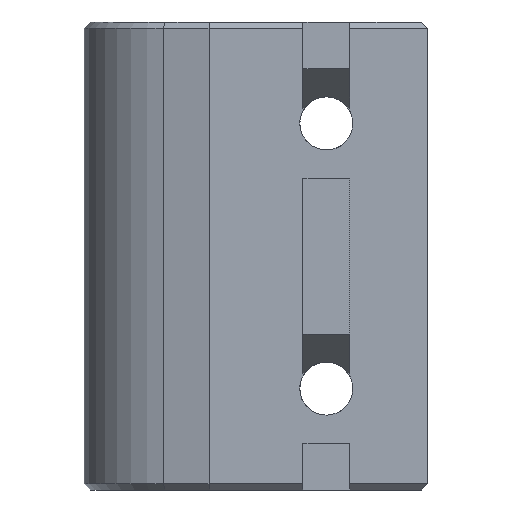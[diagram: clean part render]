
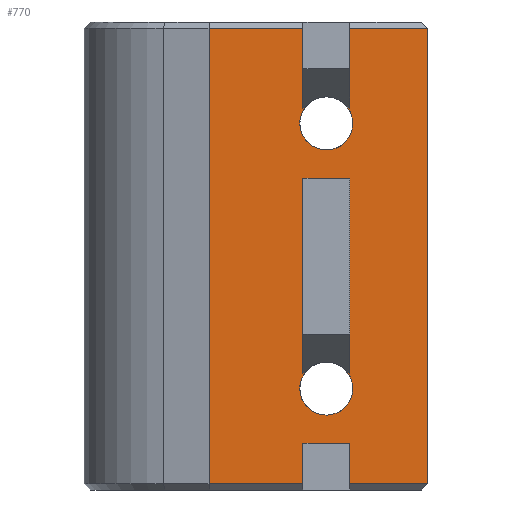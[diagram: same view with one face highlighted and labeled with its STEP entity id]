
A CAD part, left-side view. The second image highlights one B-rep face of the part: STEP entity #770.
In plain terms, the highlighted planar face has unit normal (-1, 0, 0).
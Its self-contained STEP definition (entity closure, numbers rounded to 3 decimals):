
#20=FACE_BOUND('',#103,.T.);
#26=CIRCLE('',#836,1.7);
#27=CIRCLE('',#837,1.7);
#28=CIRCLE('',#838,1.7);
#29=CIRCLE('',#839,1.7);
#54=FACE_OUTER_BOUND('',#102,.T.);
#102=EDGE_LOOP('',(#535,#536,#537,#538,#539,#540,#541,#542,#543,#544,#545,
#546,#547,#548,#549));
#103=EDGE_LOOP('',(#550,#551,#552,#553,#554,#555,#556));
#148=LINE('',#1123,#237);
#152=LINE('',#1130,#241);
#153=LINE('',#1136,#242);
#157=LINE('',#1143,#246);
#164=LINE('',#1166,#253);
#167=LINE('',#1175,#256);
#168=LINE('',#1177,#257);
#169=LINE('',#1179,#258);
#170=LINE('',#1181,#259);
#171=LINE('',#1183,#260);
#172=LINE('',#1185,#261);
#173=LINE('',#1186,#262);
#174=LINE('',#1188,#263);
#175=LINE('',#1190,#264);
#176=LINE('',#1191,#265);
#177=LINE('',#1196,#266);
#178=LINE('',#1198,#267);
#179=LINE('',#1199,#268);
#237=VECTOR('',#898,10.);
#241=VECTOR('',#902,10.);
#242=VECTOR('',#907,10.);
#246=VECTOR('',#911,10.);
#253=VECTOR('',#930,10.);
#256=VECTOR('',#939,10.);
#257=VECTOR('',#940,10.);
#258=VECTOR('',#941,10.);
#259=VECTOR('',#942,10.);
#260=VECTOR('',#943,10.);
#261=VECTOR('',#944,10.);
#262=VECTOR('',#945,10.);
#263=VECTOR('',#946,10.);
#264=VECTOR('',#947,10.);
#265=VECTOR('',#948,10.);
#266=VECTOR('',#953,10.);
#267=VECTOR('',#954,10.);
#268=VECTOR('',#955,10.);
#330=VERTEX_POINT('',#1119);
#331=VERTEX_POINT('',#1120);
#332=VERTEX_POINT('',#1122);
#335=VERTEX_POINT('',#1128);
#336=VERTEX_POINT('',#1132);
#337=VERTEX_POINT('',#1133);
#338=VERTEX_POINT('',#1135);
#341=VERTEX_POINT('',#1141);
#350=VERTEX_POINT('',#1163);
#351=VERTEX_POINT('',#1165);
#353=VERTEX_POINT('',#1171);
#354=VERTEX_POINT('',#1174);
#355=VERTEX_POINT('',#1176);
#356=VERTEX_POINT('',#1178);
#357=VERTEX_POINT('',#1180);
#358=VERTEX_POINT('',#1182);
#359=VERTEX_POINT('',#1184);
#360=VERTEX_POINT('',#1187);
#361=VERTEX_POINT('',#1189);
#362=VERTEX_POINT('',#1192);
#363=VERTEX_POINT('',#1195);
#364=VERTEX_POINT('',#1197);
#400=EDGE_CURVE('',#332,#331,#148,.T.);
#404=EDGE_CURVE('',#330,#335,#152,.T.);
#406=EDGE_CURVE('',#338,#337,#153,.T.);
#410=EDGE_CURVE('',#336,#341,#157,.T.);
#420=EDGE_CURVE('',#350,#351,#164,.T.);
#423=EDGE_CURVE('',#353,#331,#26,.T.);
#424=EDGE_CURVE('',#330,#353,#27,.T.);
#425=EDGE_CURVE('',#335,#354,#167,.T.);
#426=EDGE_CURVE('',#355,#354,#168,.T.);
#427=EDGE_CURVE('',#355,#356,#169,.T.);
#428=EDGE_CURVE('',#357,#356,#170,.T.);
#429=EDGE_CURVE('',#358,#357,#171,.T.);
#430=EDGE_CURVE('',#359,#358,#172,.T.);
#431=EDGE_CURVE('',#359,#351,#173,.T.);
#432=EDGE_CURVE('',#360,#350,#174,.T.);
#433=EDGE_CURVE('',#361,#360,#175,.T.);
#434=EDGE_CURVE('',#332,#361,#176,.F.);
#435=EDGE_CURVE('',#362,#337,#28,.T.);
#436=EDGE_CURVE('',#336,#362,#29,.T.);
#437=EDGE_CURVE('',#341,#363,#177,.T.);
#438=EDGE_CURVE('',#364,#363,#178,.T.);
#439=EDGE_CURVE('',#364,#338,#179,.T.);
#535=ORIENTED_EDGE('',*,*,#400,.T.);
#536=ORIENTED_EDGE('',*,*,#423,.F.);
#537=ORIENTED_EDGE('',*,*,#424,.F.);
#538=ORIENTED_EDGE('',*,*,#404,.T.);
#539=ORIENTED_EDGE('',*,*,#425,.T.);
#540=ORIENTED_EDGE('',*,*,#426,.F.);
#541=ORIENTED_EDGE('',*,*,#427,.T.);
#542=ORIENTED_EDGE('',*,*,#428,.F.);
#543=ORIENTED_EDGE('',*,*,#429,.F.);
#544=ORIENTED_EDGE('',*,*,#430,.F.);
#545=ORIENTED_EDGE('',*,*,#431,.T.);
#546=ORIENTED_EDGE('',*,*,#420,.F.);
#547=ORIENTED_EDGE('',*,*,#432,.F.);
#548=ORIENTED_EDGE('',*,*,#433,.F.);
#549=ORIENTED_EDGE('',*,*,#434,.F.);
#550=ORIENTED_EDGE('',*,*,#406,.T.);
#551=ORIENTED_EDGE('',*,*,#435,.F.);
#552=ORIENTED_EDGE('',*,*,#436,.F.);
#553=ORIENTED_EDGE('',*,*,#410,.T.);
#554=ORIENTED_EDGE('',*,*,#437,.T.);
#555=ORIENTED_EDGE('',*,*,#438,.F.);
#556=ORIENTED_EDGE('',*,*,#439,.T.);
#733=PLANE('',#835);
#770=ADVANCED_FACE('',(#54,#20),#733,.T.);
#835=AXIS2_PLACEMENT_3D('',#1170,#933,#934);
#836=AXIS2_PLACEMENT_3D('',#1172,#935,#936);
#837=AXIS2_PLACEMENT_3D('',#1173,#937,#938);
#838=AXIS2_PLACEMENT_3D('',#1193,#949,#950);
#839=AXIS2_PLACEMENT_3D('',#1194,#951,#952);
#898=DIRECTION('',(0.,1.,0.));
#902=DIRECTION('',(0.,1.,0.));
#907=DIRECTION('',(0.,1.,0.));
#911=DIRECTION('',(0.,1.,0.));
#930=DIRECTION('',(0.,1.,0.));
#933=DIRECTION('center_axis',(-1.,0.,0.));
#934=DIRECTION('ref_axis',(0.,1.,0.));
#935=DIRECTION('center_axis',(-1.,0.,0.));
#936=DIRECTION('ref_axis',(0.,1.,0.));
#937=DIRECTION('center_axis',(-1.,0.,0.));
#938=DIRECTION('ref_axis',(0.,1.,0.));
#939=DIRECTION('',(0.,0.,1.));
#940=DIRECTION('',(0.,-1.,0.));
#941=DIRECTION('',(0.,0.,-1.));
#942=DIRECTION('',(0.,1.,0.));
#943=DIRECTION('',(0.,0.,-1.));
#944=DIRECTION('',(0.,1.,0.));
#945=DIRECTION('',(0.,0.,-1.));
#946=DIRECTION('',(0.,0.,-1.));
#947=DIRECTION('',(0.,-1.,0.));
#948=DIRECTION('',(0.,0.,-1.));
#949=DIRECTION('center_axis',(-1.,0.,0.));
#950=DIRECTION('ref_axis',(0.,1.,0.));
#951=DIRECTION('center_axis',(-1.,0.,0.));
#952=DIRECTION('ref_axis',(0.,1.,0.));
#953=DIRECTION('',(0.,0.,1.));
#954=DIRECTION('',(0.,1.,0.));
#955=DIRECTION('',(0.,0.,-1.));
#1119=CARTESIAN_POINT('',(30.185,33.407,54.483));
#1120=CARTESIAN_POINT('',(30.185,30.633,54.483));
#1122=CARTESIAN_POINT('',(30.185,30.52,54.483));
#1123=CARTESIAN_POINT('',(30.185,29.52,54.483));
#1128=CARTESIAN_POINT('',(30.185,33.52,54.483));
#1130=CARTESIAN_POINT('',(30.185,29.52,54.483));
#1132=CARTESIAN_POINT('',(30.185,33.407,37.483));
#1133=CARTESIAN_POINT('',(30.185,30.633,37.483));
#1135=CARTESIAN_POINT('',(30.185,30.52,37.483));
#1136=CARTESIAN_POINT('',(30.185,29.52,37.483));
#1141=CARTESIAN_POINT('',(30.185,33.52,37.483));
#1143=CARTESIAN_POINT('',(30.185,29.52,37.483));
#1163=CARTESIAN_POINT('',(30.185,25.52,30.4));
#1165=CARTESIAN_POINT('',(30.185,30.52,30.4));
#1166=CARTESIAN_POINT('',(30.185,33.275,30.4));
#1170=CARTESIAN_POINT('Origin',(30.185,28.52,60.));
#1171=CARTESIAN_POINT('',(30.185,30.32,53.5));
#1172=CARTESIAN_POINT('Origin',(30.185,32.02,53.5));
#1173=CARTESIAN_POINT('Origin',(30.185,32.02,53.5));
#1174=CARTESIAN_POINT('',(30.185,33.52,59.6));
#1175=CARTESIAN_POINT('',(30.185,33.52,53.621));
#1176=CARTESIAN_POINT('',(30.185,39.54,59.6));
#1177=CARTESIAN_POINT('',(30.185,33.275,59.6));
#1178=CARTESIAN_POINT('',(30.185,39.54,30.4));
#1179=CARTESIAN_POINT('',(30.185,39.54,60.));
#1180=CARTESIAN_POINT('',(30.185,33.52,30.4));
#1181=CARTESIAN_POINT('',(30.185,33.275,30.4));
#1182=CARTESIAN_POINT('',(30.185,33.52,33.));
#1183=CARTESIAN_POINT('',(30.185,33.52,60.));
#1184=CARTESIAN_POINT('',(30.185,30.52,33.));
#1185=CARTESIAN_POINT('',(30.185,28.52,33.));
#1186=CARTESIAN_POINT('',(30.185,30.52,56.263));
#1187=CARTESIAN_POINT('',(30.185,25.52,59.6));
#1188=CARTESIAN_POINT('',(30.185,25.52,56.263));
#1189=CARTESIAN_POINT('',(30.185,30.52,59.6));
#1190=CARTESIAN_POINT('',(30.185,33.275,59.6));
#1191=CARTESIAN_POINT('',(30.185,30.52,56.263));
#1192=CARTESIAN_POINT('',(30.185,30.32,36.5));
#1193=CARTESIAN_POINT('Origin',(30.185,32.02,36.5));
#1194=CARTESIAN_POINT('Origin',(30.185,32.02,36.5));
#1195=CARTESIAN_POINT('',(30.185,33.52,50.));
#1196=CARTESIAN_POINT('',(30.185,33.52,53.621));
#1197=CARTESIAN_POINT('',(30.185,30.52,50.));
#1198=CARTESIAN_POINT('',(30.185,28.52,50.));
#1199=CARTESIAN_POINT('',(30.185,30.52,51.871));
